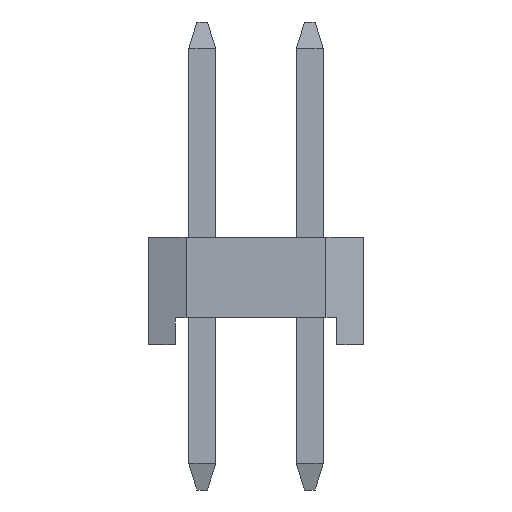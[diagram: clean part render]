
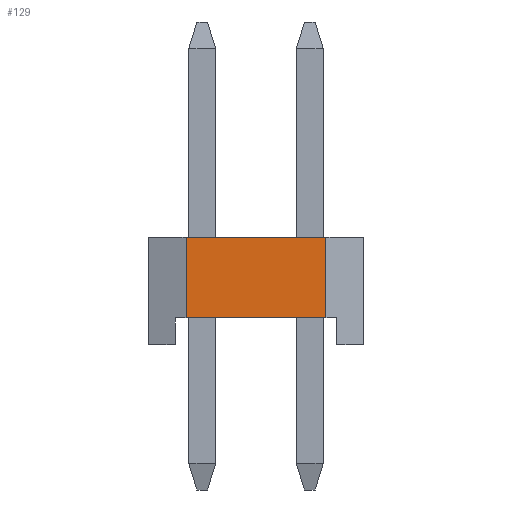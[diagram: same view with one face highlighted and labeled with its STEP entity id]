
A CAD part, left-side view. The second image highlights one B-rep face of the part: STEP entity #129.
In plain terms, the highlighted planar face has unit normal (-1, 0, 0).
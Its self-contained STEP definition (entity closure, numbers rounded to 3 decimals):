
#129=ADVANCED_FACE('',(#319),#320,.T.);
#319=FACE_OUTER_BOUND('',#654,.T.);
#320=PLANE('',#655);
#654=EDGE_LOOP('',(#1149,#1150,#1151,#1152));
#655=AXIS2_PLACEMENT_3D('',#1153,#1154,#1155);
#1149=ORIENTED_EDGE('',*,*,#2285,.F.);
#1150=ORIENTED_EDGE('',*,*,#2354,.T.);
#1151=ORIENTED_EDGE('',*,*,#2234,.T.);
#1152=ORIENTED_EDGE('',*,*,#2355,.T.);
#1153=CARTESIAN_POINT('',(-3.0,0.0,0.0));
#1154=DIRECTION('',(-1.0,0.0,0.0));
#1155=DIRECTION('',(0.0,0.0,1.0));
#2234=EDGE_CURVE('',#2657,#2655,#2658,.T.);
#2285=EDGE_CURVE('',#2757,#2759,#2760,.T.);
#2354=EDGE_CURVE('',#2757,#2657,#2888,.T.);
#2355=EDGE_CURVE('',#2655,#2759,#2889,.T.);
#2655=VERTEX_POINT('',#3310);
#2657=VERTEX_POINT('',#3313);
#2658=LINE('',#3314,#3315);
#2757=VERTEX_POINT('',#3463);
#2759=VERTEX_POINT('',#3466);
#2760=LINE('',#3467,#3468);
#2888=LINE('',#3664,#3665);
#2889=LINE('',#3666,#3667);
#3310=CARTESIAN_POINT('',(-3.0,1.3,1.));
#3313=CARTESIAN_POINT('',(-3.0,-1.3,1.));
#3314=CARTESIAN_POINT('',(-3.0,-2.0,1.));
#3315=VECTOR('',#4256,1000.0);
#3463=CARTESIAN_POINT('',(-3.0,-1.3,-0.5));
#3466=CARTESIAN_POINT('',(-3.0,1.3,-0.5));
#3467=CARTESIAN_POINT('',(-3.0,0.,-0.5));
#3468=VECTOR('',#4307,1000.0);
#3664=CARTESIAN_POINT('',(-3.0,-1.3,-6.483));
#3665=VECTOR('',#4376,1000.0);
#3666=CARTESIAN_POINT('',(-3.0,1.3,0.0));
#3667=VECTOR('',#4377,1000.0);
#4256=DIRECTION('',(0.0,1.0,0.0));
#4307=DIRECTION('',(0.0,1.0,0.));
#4376=DIRECTION('',(0.0,0.0,1.0));
#4377=DIRECTION('',(0.0,0.0,-1.0));
